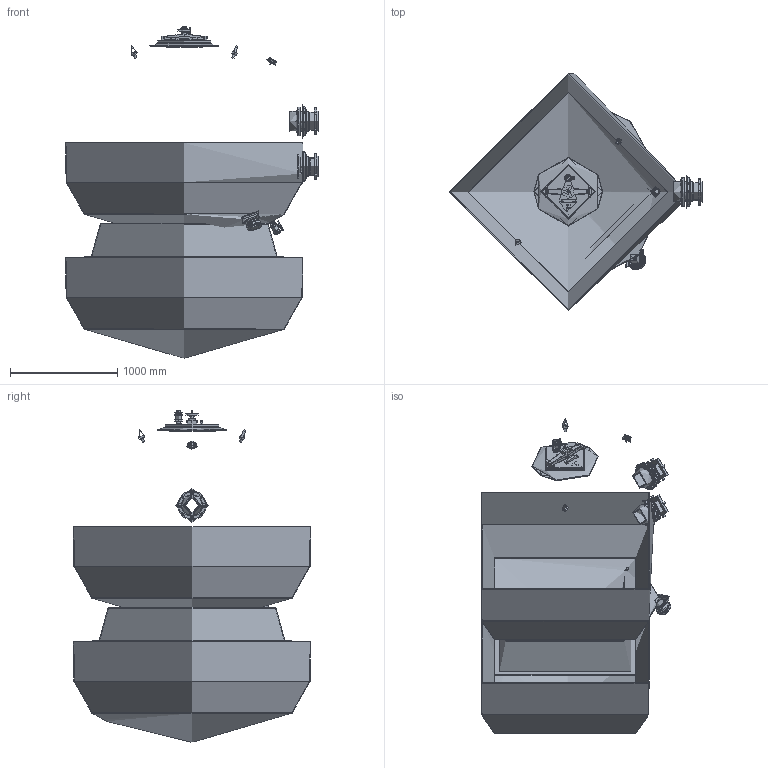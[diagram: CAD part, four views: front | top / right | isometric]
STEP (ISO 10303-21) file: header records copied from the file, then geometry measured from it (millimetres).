
FILE_DESCRIPTION( ( '' ), '1' );
FILE_NAME( '170912 HCFF861402WVA (VFSCN222014H).stp', '2017-09-18T08:44:54', ( 'Fiberpool Internacional' ), ( 'Fiberpool Internacional' ), 'PSStep 14.0', 'SolidEdgeST3', ' ' );
FILE_SCHEMA( ( 'AUTOMOTIVE_DESIGN { 1 0 10303 214 1 1 1 1 }' ) );
Length unit declared in the file: millimetre
Products named in the file (54): Sortida Descarga arena Ø90 2010-oa9; Sortida tornillos d-140 1800-2000-oa16; Manòmetre filtro industrial 2011 -oa13; filtre 2200 fb 161017-oa14; Desaigua filtre industrial 1pols-oa7; Assem1; Válvula de bola 32-1pols; Junta Netvitc System Ø90 EPDM con anillo acero A-4; Base tapa ovalada filtro 2,5 BARS-oa3; TAPON NETVITC Ø 90 C-B (CON TORNILLERIA INOX 316); Brida Netvitc System Ø90; Brida tornillos d-90-oa8; Manòmetre  -oa12; Tapa oval filtro industrial completa 2,5 BARS-oa6; Sortida tornillos d-140 1800-2000-oa18; ½ Brida Netvitc System Ø90; Screw_DIN_912_M8x40_v8.00; Nut_DIN_934_M8_v8.00; Junta Netvitc System Ø90 EPDM; Anillo Acero A-4 Netvitc System Ø90; cos manòmetre filtre industrial; fons manòmetre; vidre manòmetre; cos válvula 32-1pols; manguito valvula bola 32-1pols; femella valvula 32-1pols; maneta válvula 32-1pols; Varilla Roscada M-14x165mm Inox 304; TUERCA SUPERIOR SUJ_JUNTA TAP_OV; Base tapa ovalada filtro 2,5 BAR Act-oa2; Volante filtro-oa4; Tapon Netvitc System Ø90; Portabrida Netvitc System Ø90 PVC; Maneta tapa filtro; Puente; Machon doble rosca 1pols; ; Bolt_DIN_580_M24_v8.00; Embellidor manòmetre PVC; CUERPO BRIDA DE TORNILLOS D-160 ...
Bounding box: 2354.86 x 2210.01 x 3090.11 mm (x, y, z)
Volume: 229864536.5 mm3; surface area: 72330543.7 mm2
Topology: 246 solids, 246 shells, 6251 faces, 15187 edges, 9729 vertices
Faces by surface type: plane 3609, cylinder 1735, cone 371, bspline 286, torus 214, sphere 20, offset 10, extrusion 6
Full cylindrical faces by diameter (mm): 4 x48, 6 x45, 6.466 x11, 6.647 x11, 8 x30, 10 x30, 11.75 x6, 11.835 x5, 12 x5, 13 x19, 14 x27, 14.5 x5, 15.5 x4, 16 x4, 17 x40, 19.6 x5, 21 x4, 23 x4, 23.5 x8, 24 x10, 25 x15, 26 x16, 29 x5, 29.605 x8, 30 x15, 32 x23, 33 x3, 35.5 x7, 37.5 x4, 38 x4
Entity records: 70125 total; most frequent: CARTESIAN_POINT 40758, DIRECTION 4480, ORIENTED_EDGE 3962, EDGE_CURVE 1981, AXIS2_PLACEMENT_3D 1734, VERTEX_POINT 1378, EDGE_LOOP 1333, FACE_OUTER_BOUND 1111
